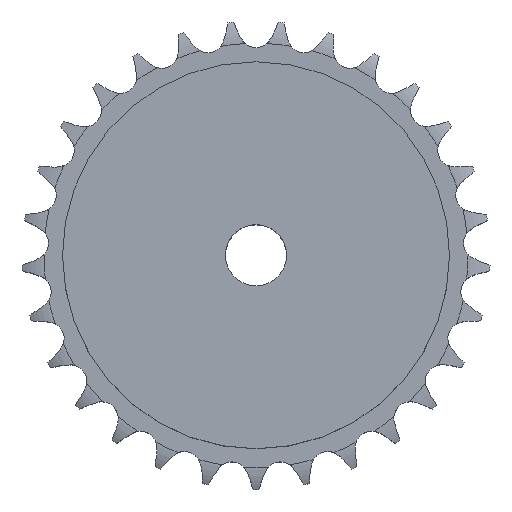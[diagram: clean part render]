
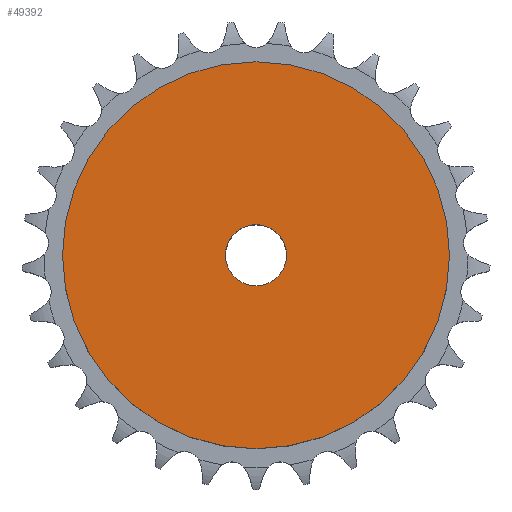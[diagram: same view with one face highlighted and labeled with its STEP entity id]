
A CAD part, top view. The second image highlights one B-rep face of the part: STEP entity #49392.
In plain terms, the highlighted planar face has unit normal (0, 0, 1).
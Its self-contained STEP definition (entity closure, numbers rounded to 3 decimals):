
#26254 = CYLINDRICAL_SURFACE('',#26255,6.);
#26255 = AXIS2_PLACEMENT_3D('',#26256,#26257,#26258);
#26256 = CARTESIAN_POINT('',(0.,0.,142.681));
#26257 = DIRECTION('',(0.,0.,1.));
#26258 = DIRECTION('',(1.,0.,0.));
#33791 = EDGE_CURVE('',#33792,#33792,#33794,.T.);
#33792 = VERTEX_POINT('',#33793);
#33793 = CARTESIAN_POINT('',(6.,0.,30.));
#33794 = SURFACE_CURVE('',#33795,(#33800,#33807),.PCURVE_S1.);
#33795 = CIRCLE('',#33796,6.);
#33796 = AXIS2_PLACEMENT_3D('',#33797,#33798,#33799);
#33797 = CARTESIAN_POINT('',(0.,0.,30.));
#33798 = DIRECTION('',(0.,0.,1.));
#33799 = DIRECTION('',(1.,0.,0.));
#33800 = PCURVE('',#26254,#33801);
#33801 = DEFINITIONAL_REPRESENTATION('',(#33802),#33806);
#33802 = LINE('',#33803,#33804);
#33803 = CARTESIAN_POINT('',(0.,-112.681));
#33804 = VECTOR('',#33805,1.);
#33805 = DIRECTION('',(1.,0.));
#33806 = ( GEOMETRIC_REPRESENTATION_CONTEXT(2) 
PARAMETRIC_REPRESENTATION_CONTEXT() REPRESENTATION_CONTEXT('2D SPACE',''
  ) );
#33807 = PCURVE('',#33808,#33813);
#33808 = PLANE('',#33809);
#33809 = AXIS2_PLACEMENT_3D('',#33810,#33811,#33812);
#33810 = CARTESIAN_POINT('',(0.,0.,30.)
  );
#33811 = DIRECTION('',(0.,0.,1.));
#33812 = DIRECTION('',(1.,0.,0.));
#33813 = DEFINITIONAL_REPRESENTATION('',(#33814),#33818);
#33814 = CIRCLE('',#33815,6.);
#33815 = AXIS2_PLACEMENT_2D('',#33816,#33817);
#33816 = CARTESIAN_POINT('',(0.,0.));
#33817 = DIRECTION('',(1.,0.));
#33818 = ( GEOMETRIC_REPRESENTATION_CONTEXT(2) 
PARAMETRIC_REPRESENTATION_CONTEXT() REPRESENTATION_CONTEXT('2D SPACE',''
  ) );
#49392 = ADVANCED_FACE('',(#49393,#49424),#33808,.T.);
#49393 = FACE_BOUND('',#49394,.T.);
#49394 = EDGE_LOOP('',(#49395));
#49395 = ORIENTED_EDGE('',*,*,#49396,.T.);
#49396 = EDGE_CURVE('',#49397,#49397,#49399,.T.);
#49397 = VERTEX_POINT('',#49398);
#49398 = CARTESIAN_POINT('',(38.,0.,30.));
#49399 = SURFACE_CURVE('',#49400,(#49405,#49412),.PCURVE_S1.);
#49400 = CIRCLE('',#49401,38.);
#49401 = AXIS2_PLACEMENT_3D('',#49402,#49403,#49404);
#49402 = CARTESIAN_POINT('',(0.,0.,30.));
#49403 = DIRECTION('',(0.,0.,1.));
#49404 = DIRECTION('',(1.,0.,0.));
#49405 = PCURVE('',#33808,#49406);
#49406 = DEFINITIONAL_REPRESENTATION('',(#49407),#49411);
#49407 = CIRCLE('',#49408,38.);
#49408 = AXIS2_PLACEMENT_2D('',#49409,#49410);
#49409 = CARTESIAN_POINT('',(0.,0.));
#49410 = DIRECTION('',(1.,0.));
#49411 = ( GEOMETRIC_REPRESENTATION_CONTEXT(2) 
PARAMETRIC_REPRESENTATION_CONTEXT() REPRESENTATION_CONTEXT('2D SPACE',''
  ) );
#49412 = PCURVE('',#49413,#49418);
#49413 = CYLINDRICAL_SURFACE('',#49414,38.);
#49414 = AXIS2_PLACEMENT_3D('',#49415,#49416,#49417);
#49415 = CARTESIAN_POINT('',(0.,0.,0.));
#49416 = DIRECTION('',(-0.,-0.,-1.));
#49417 = DIRECTION('',(1.,0.,0.));
#49418 = DEFINITIONAL_REPRESENTATION('',(#49419),#49423);
#49419 = LINE('',#49420,#49421);
#49420 = CARTESIAN_POINT('',(-0.,-30.));
#49421 = VECTOR('',#49422,1.);
#49422 = DIRECTION('',(-1.,0.));
#49423 = ( GEOMETRIC_REPRESENTATION_CONTEXT(2) 
PARAMETRIC_REPRESENTATION_CONTEXT() REPRESENTATION_CONTEXT('2D SPACE',''
  ) );
#49424 = FACE_BOUND('',#49425,.T.);
#49425 = EDGE_LOOP('',(#49426));
#49426 = ORIENTED_EDGE('',*,*,#33791,.F.);
